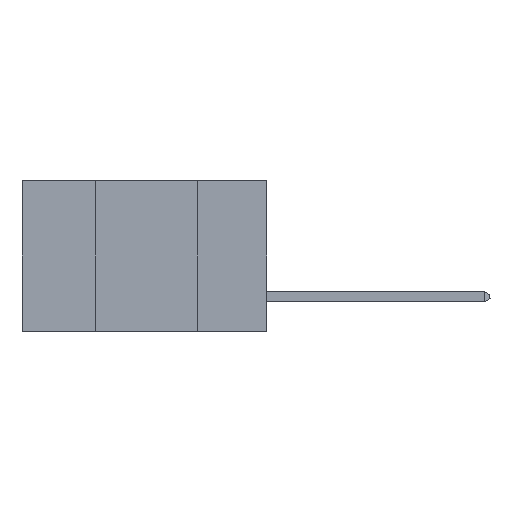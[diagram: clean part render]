
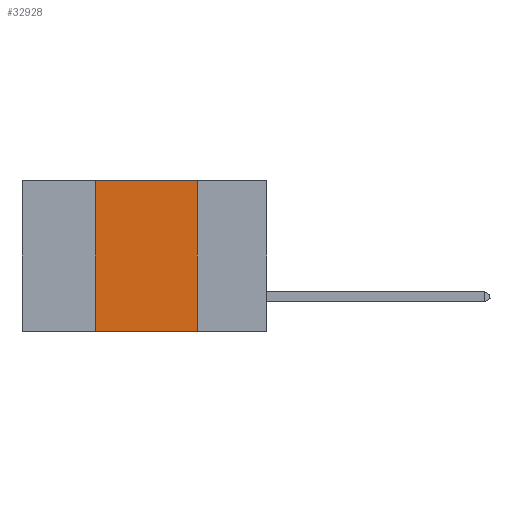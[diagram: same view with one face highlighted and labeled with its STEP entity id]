
A CAD part, left-side view. The second image highlights one B-rep face of the part: STEP entity #32928.
In plain terms, the highlighted planar face has unit normal (-1, 0, 0).
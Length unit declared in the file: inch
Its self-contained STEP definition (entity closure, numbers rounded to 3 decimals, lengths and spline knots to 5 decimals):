
#346 = DIRECTION ( 'NONE',  ( 0., -1., 0. ) ) ;
#1416 = FACE_OUTER_BOUND ( 'NONE', #36607, .T. ) ;
#2597 = VERTEX_POINT ( 'NONE', #18541 ) ;
#2797 = CARTESIAN_POINT ( 'NONE',  ( 0., 0.6, -0.37 ) ) ;
#3535 = VERTEX_POINT ( 'NONE', #20264 ) ;
#4096 = CARTESIAN_POINT ( 'NONE',  ( 0., 0.17, 0. ) ) ;
#4235 = DIRECTION ( 'NONE',  ( 0., 0., -1. ) ) ;
#5664 = LINE ( 'NONE', #2797, #28584 ) ;
#5933 = VECTOR ( 'NONE', #15760, 39.37008 ) ;
#6196 = VERTEX_POINT ( 'NONE', #23620 ) ;
#6863 = CARTESIAN_POINT ( 'NONE',  ( 0., 0.42, 0. ) ) ;
#9500 = EDGE_CURVE ( 'NONE', #3535, #26492, #13561, .T. ) ;
#12358 = AXIS2_PLACEMENT_3D ( 'NONE', #13772, #24901, #25021 ) ;
#13097 = ORIENTED_EDGE ( 'NONE', *, *, #9500, .F. ) ;
#13561 = LINE ( 'NONE', #6863, #5933 ) ;
#13772 = CARTESIAN_POINT ( 'NONE',  ( 0., 0.6, 0. ) ) ;
#13801 = DIRECTION ( 'NONE',  ( 0., -1., 0. ) ) ;
#15760 = DIRECTION ( 'NONE',  ( 0., 0., 1. ) ) ;
#18541 = CARTESIAN_POINT ( 'NONE',  ( 0., 0.17, -0.37 ) ) ;
#19302 = EDGE_CURVE ( 'NONE', #3535, #2597, #5664, .T. ) ;
#20264 = CARTESIAN_POINT ( 'NONE',  ( 0., 0.42, -0.37 ) ) ;
#22413 = VECTOR ( 'NONE', #4235, 39.37008 ) ;
#23405 = VECTOR ( 'NONE', #13801, 39.37008 ) ;
#23620 = CARTESIAN_POINT ( 'NONE',  ( 0., 0.17, 0. ) ) ;
#24025 = EDGE_CURVE ( 'NONE', #26492, #6196, #30113, .T. ) ;
#24901 = DIRECTION ( 'NONE',  ( 1., 0., 0. ) ) ;
#25021 = DIRECTION ( 'NONE',  ( 0., 0., -1. ) ) ;
#25273 = ORIENTED_EDGE ( 'NONE', *, *, #24025, .F. ) ;
#25432 = CARTESIAN_POINT ( 'NONE',  ( 0., 0.42, 0. ) ) ;
#25978 = EDGE_CURVE ( 'NONE', #6196, #2597, #32245, .T. ) ;
#26492 = VERTEX_POINT ( 'NONE', #25432 ) ;
#26564 = ORIENTED_EDGE ( 'NONE', *, *, #19302, .T. ) ;
#28137 = ORIENTED_EDGE ( 'NONE', *, *, #25978, .F. ) ;
#28584 = VECTOR ( 'NONE', #346, 39.37008 ) ;
#28754 = CARTESIAN_POINT ( 'NONE',  ( 0., 0.6, 0. ) ) ;
#30113 = LINE ( 'NONE', #28754, #23405 ) ;
#30640 = PLANE ( 'NONE',  #12358 ) ;
#32245 = LINE ( 'NONE', #4096, #22413 ) ;
#32928 = ADVANCED_FACE ( 'NONE', ( #1416 ), #30640, .F. ) ;
#36607 = EDGE_LOOP ( 'NONE', ( #28137, #25273, #13097, #26564 ) ) ;
